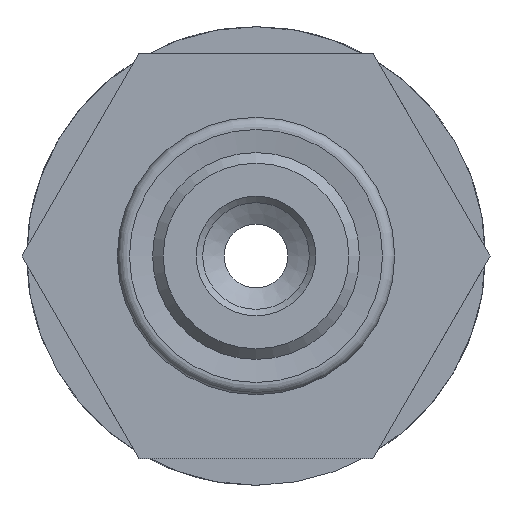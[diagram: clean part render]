
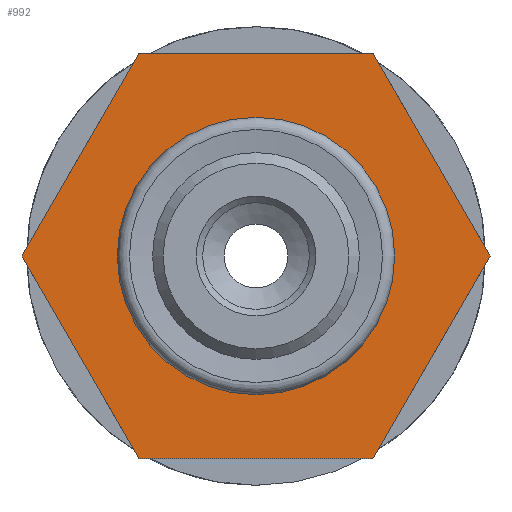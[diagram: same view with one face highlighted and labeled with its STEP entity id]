
A CAD part, front view. The second image highlights one B-rep face of the part: STEP entity #992.
In plain terms, the highlighted planar face has unit normal (0, -1, 0).
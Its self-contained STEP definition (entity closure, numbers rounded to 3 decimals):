
#43=LINE('',#1611,#79);
#46=LINE('',#1616,#82);
#48=LINE('',#1620,#84);
#49=LINE('',#1623,#85);
#52=LINE('',#1628,#88);
#53=LINE('',#1630,#89);
#79=VECTOR('',#1245,10.97);
#82=VECTOR('',#1250,10.97);
#84=VECTOR('',#1254,10.97);
#85=VECTOR('',#1257,10.97);
#88=VECTOR('',#1262,10.97);
#89=VECTOR('',#1265,10.97);
#128=PLANE('',#1075);
#176=FACE_BOUND('',#290,.T.);
#210=FACE_OUTER_BOUND('',#289,.T.);
#289=EDGE_LOOP('',(#734,#735,#736,#737,#738,#739));
#290=EDGE_LOOP('',(#740));
#373=CIRCLE('',#1076,6.5);
#464=VERTEX_POINT('',#1608);
#465=VERTEX_POINT('',#1610);
#466=VERTEX_POINT('',#1614);
#467=VERTEX_POINT('',#1618);
#468=VERTEX_POINT('',#1622);
#469=VERTEX_POINT('',#1626);
#471=VERTEX_POINT('',#1635);
#563=EDGE_CURVE('',#464,#465,#43,.T.);
#566=EDGE_CURVE('',#466,#464,#46,.T.);
#568=EDGE_CURVE('',#467,#466,#48,.T.);
#569=EDGE_CURVE('',#465,#468,#49,.T.);
#572=EDGE_CURVE('',#469,#467,#52,.T.);
#573=EDGE_CURVE('',#468,#469,#53,.T.);
#575=EDGE_CURVE('',#471,#471,#373,.T.);
#734=ORIENTED_EDGE('',*,*,#568,.F.);
#735=ORIENTED_EDGE('',*,*,#572,.F.);
#736=ORIENTED_EDGE('',*,*,#573,.F.);
#737=ORIENTED_EDGE('',*,*,#569,.F.);
#738=ORIENTED_EDGE('',*,*,#563,.F.);
#739=ORIENTED_EDGE('',*,*,#566,.F.);
#740=ORIENTED_EDGE('',*,*,#575,.F.);
#992=ADVANCED_FACE('',(#210,#176),#128,.T.);
#1075=AXIS2_PLACEMENT_3D('',#1634,#1270,#1271);
#1076=AXIS2_PLACEMENT_3D('',#1636,#1272,#1273);
#1245=DIRECTION('',(0.5,0.,-0.866));
#1250=DIRECTION('',(1.,0.,0.));
#1254=DIRECTION('',(0.5,0.,0.866));
#1257=DIRECTION('',(-0.5,0.,-0.866));
#1262=DIRECTION('',(-0.5,0.,0.866));
#1265=DIRECTION('',(-1.,0.,0.));
#1270=DIRECTION('center_axis',(0.,-1.,0.));
#1271=DIRECTION('ref_axis',(0.,0.,-1.));
#1272=DIRECTION('center_axis',(0.,-1.,0.));
#1273=DIRECTION('ref_axis',(1.,0.,0.));
#1608=CARTESIAN_POINT('',(5.485,-31.,9.5));
#1610=CARTESIAN_POINT('',(10.97,-31.,0.));
#1611=CARTESIAN_POINT('',(5.485,-31.,9.5));
#1614=CARTESIAN_POINT('',(-5.485,-31.,9.5));
#1616=CARTESIAN_POINT('',(-5.485,-31.,9.5));
#1618=CARTESIAN_POINT('',(-10.97,-31.,0.));
#1620=CARTESIAN_POINT('',(-10.97,-31.,0.));
#1622=CARTESIAN_POINT('',(5.485,-31.,-9.5));
#1623=CARTESIAN_POINT('',(10.97,-31.,0.));
#1626=CARTESIAN_POINT('',(-5.485,-31.,-9.5));
#1628=CARTESIAN_POINT('',(-5.485,-31.,-9.5));
#1630=CARTESIAN_POINT('',(5.485,-31.,-9.5));
#1634=CARTESIAN_POINT('Origin',(8.,-31.,0.));
#1635=CARTESIAN_POINT('',(6.5,-31.,0.));
#1636=CARTESIAN_POINT('Origin',(0.,-31.,0.));
